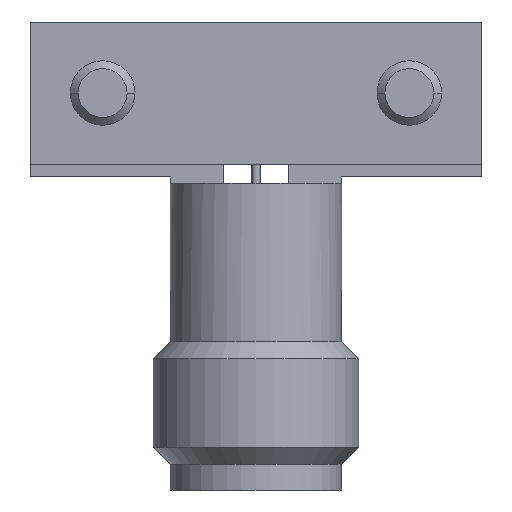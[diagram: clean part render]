
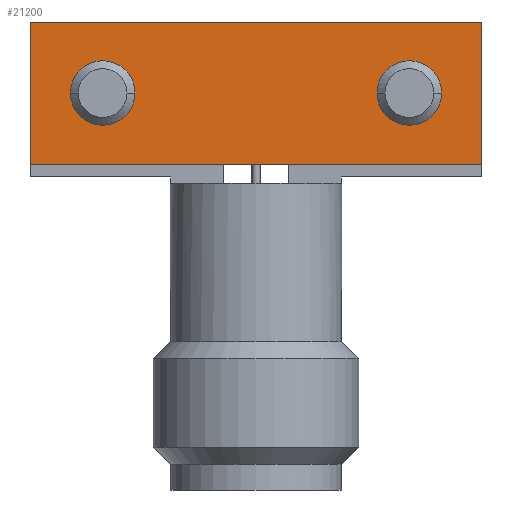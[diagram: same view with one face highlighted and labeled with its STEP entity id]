
A CAD part, front view. The second image highlights one B-rep face of the part: STEP entity #21200.
In plain terms, the highlighted planar face has unit normal (0, -1, 0).
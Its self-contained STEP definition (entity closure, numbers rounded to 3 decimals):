
#20876=DIRECTION('',(1.,0.,0.));
#20877=VECTOR('',#20876,14.);
#20878=CARTESIAN_POINT('',(-7.,-3.,0.));
#20879=LINE('',#20878,#20877);
#20880=DIRECTION('',(0.,0.,1.));
#20881=VECTOR('',#20880,4.4);
#20882=CARTESIAN_POINT('',(7.,-3.,0.));
#20883=LINE('',#20882,#20881);
#20884=DIRECTION('',(0.,0.,1.));
#20885=VECTOR('',#20884,4.4);
#20886=CARTESIAN_POINT('',(-7.,-3.,0.));
#20887=LINE('',#20886,#20885);
#20916=DIRECTION('',(1.,0.,0.));
#20917=VECTOR('',#20916,14.);
#20918=CARTESIAN_POINT('',(-7.,-3.,4.4));
#20919=LINE('',#20918,#20917);
#20980=CARTESIAN_POINT('',(4.75,-3.,2.2));
#20981=DIRECTION('',(0.,-1.,0.));
#20982=DIRECTION('',(-1.,0.,0.));
#20983=AXIS2_PLACEMENT_3D('',#20980,#20981,#20982);
#20998=CARTESIAN_POINT('',(4.75,-3.,2.2));
#20999=DIRECTION('',(0.,-1.,0.));
#21000=DIRECTION('',(1.,0.,0.));
#21001=AXIS2_PLACEMENT_3D('',#20998,#20999,#21000);
#21044=CARTESIAN_POINT('',(-4.75,-3.,2.2));
#21045=DIRECTION('',(0.,-1.,0.));
#21046=DIRECTION('',(-1.,0.,0.));
#21047=AXIS2_PLACEMENT_3D('',#21044,#21045,#21046);
#21062=CARTESIAN_POINT('',(-4.75,-3.,2.2));
#21063=DIRECTION('',(0.,-1.,0.));
#21064=DIRECTION('',(1.,0.,0.));
#21065=AXIS2_PLACEMENT_3D('',#21062,#21063,#21064);
#21072=CARTESIAN_POINT('',(7.,-3.,0.));
#21074=VERTEX_POINT('',#21072);
#21086=CARTESIAN_POINT('',(-7.,-3.,0.));
#21087=VERTEX_POINT('',#21086);
#21088=CARTESIAN_POINT('',(7.,-3.,4.4));
#21090=VERTEX_POINT('',#21088);
#21102=CARTESIAN_POINT('',(-7.,-3.,4.4));
#21103=VERTEX_POINT('',#21102);
#21112=CARTESIAN_POINT('',(-3.75,-3.,2.2));
#21113=CARTESIAN_POINT('',(-5.75,-3.,2.2));
#21114=VERTEX_POINT('',#21112);
#21115=VERTEX_POINT('',#21113);
#21128=CARTESIAN_POINT('',(5.75,-3.,2.2));
#21129=CARTESIAN_POINT('',(3.75,-3.,2.2));
#21130=VERTEX_POINT('',#21128);
#21131=VERTEX_POINT('',#21129);
#21175=CARTESIAN_POINT('',(-7.,-3.,0.));
#21176=DIRECTION('',(0.,-1.,0.));
#21177=DIRECTION('',(1.,0.,0.));
#21178=AXIS2_PLACEMENT_3D('',#21175,#21176,#21177);
#21179=PLANE('',#21178);
#21180=ORIENTED_EDGE('',*,*,#21155,.F.);
#21182=ORIENTED_EDGE('',*,*,#21181,.T.);
#21184=ORIENTED_EDGE('',*,*,#21183,.T.);
#21185=ORIENTED_EDGE('',*,*,#21166,.F.);
#21186=EDGE_LOOP('',(#21180,#21182,#21184,#21185));
#21187=FACE_OUTER_BOUND('',#21186,.F.);
#21189=ORIENTED_EDGE('',*,*,#21188,.T.);
#21191=ORIENTED_EDGE('',*,*,#21190,.T.);
#21192=EDGE_LOOP('',(#21189,#21191));
#21193=FACE_BOUND('',#21192,.F.);
#21195=ORIENTED_EDGE('',*,*,#21194,.T.);
#21197=ORIENTED_EDGE('',*,*,#21196,.T.);
#21198=EDGE_LOOP('',(#21195,#21197));
#21199=FACE_BOUND('',#21198,.F.);
#20984=CIRCLE('',#20983,1.);
#21002=CIRCLE('',#21001,1.);
#21048=CIRCLE('',#21047,1.);
#21066=CIRCLE('',#21065,1.);
#21155=EDGE_CURVE('',#21087,#21074,#20879,.T.);
#21166=EDGE_CURVE('',#21074,#21090,#20883,.T.);
#21181=EDGE_CURVE('',#21087,#21103,#20887,.T.);
#21183=EDGE_CURVE('',#21103,#21090,#20919,.T.);
#21188=EDGE_CURVE('',#21115,#21114,#21048,.T.);
#21190=EDGE_CURVE('',#21114,#21115,#21066,.T.);
#21194=EDGE_CURVE('',#21131,#21130,#20984,.T.);
#21196=EDGE_CURVE('',#21130,#21131,#21002,.T.);
#21200=ADVANCED_FACE('',(#21187,#21193,#21199),#21179,.T.);
